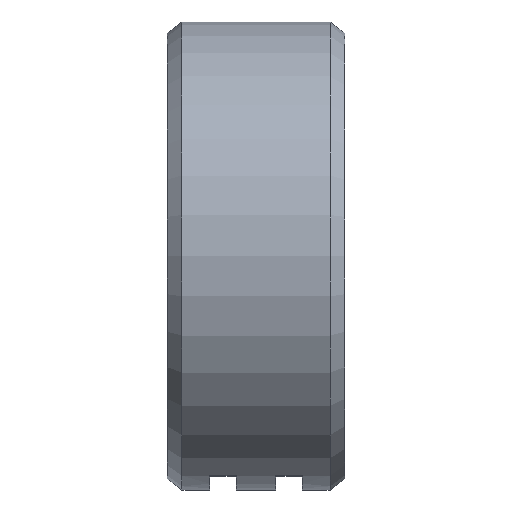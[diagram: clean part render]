
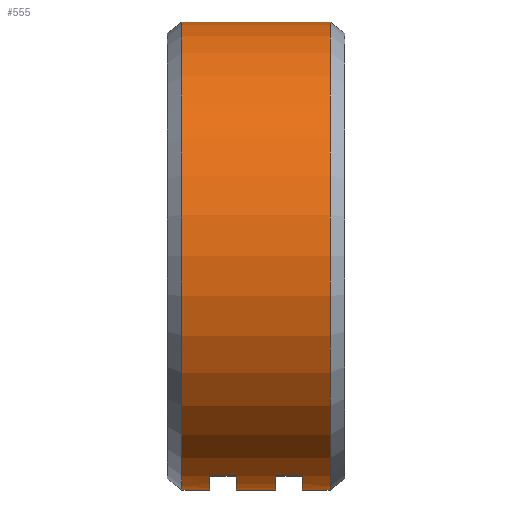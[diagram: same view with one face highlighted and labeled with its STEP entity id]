
A CAD part, top view. The second image highlights one B-rep face of the part: STEP entity #555.
In plain terms, the highlighted cylindrical face has radius 682.5 mm (diameter 1365 mm), a partial arc.
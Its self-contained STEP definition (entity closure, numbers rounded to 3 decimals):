
#231 = EDGE_CURVE( '', #557, #453, #640, .T. );
#243 = EDGE_CURVE( '', #305, #429, #653, .T. );
#261 = VERTEX_POINT( '', #674 );
#267 = EDGE_CURVE( '', #275, #261, #680, .T. );
#275 = VERTEX_POINT( '', #688 );
#279 = EDGE_CURVE( '', #465, #379, #692, .T. );
#287 = VERTEX_POINT( '', #701 );
#303 = VERTEX_POINT( '', #720 );
#305 = VERTEX_POINT( '', #722 );
#317 = EDGE_CURVE( '', #261, #287, #735, .T. );
#325 = EDGE_CURVE( '', #557, #455, #744, .T. );
#335 = EDGE_CURVE( '', #379, #275, #754, .T. );
#359 = EDGE_CURVE( '', #303, #465, #779, .T. );
#379 = VERTEX_POINT( '', #802 );
#401 = EDGE_CURVE( '', #453, #303, #828, .T. );
#429 = VERTEX_POINT( '', #858 );
#453 = VERTEX_POINT( '', #883 );
#455 = VERTEX_POINT( '', #885 );
#465 = VERTEX_POINT( '', #897 );
#535 = EDGE_CURVE( '', #541, #455, #972, .T. );
#541 = VERTEX_POINT( '', #978 );
#549 = EDGE_CURVE( '', #287, #305, #986, .T. );
#555 = ADVANCED_FACE( '', ( #994 ), #995, .T. );
#557 = VERTEX_POINT( '', #997 );
#605 = EDGE_CURVE( '', #429, #541, #1051, .T. );
#640 = LINE( '', #1082, #1083 );
#653 = LINE( '', #1101, #1102 );
#674 = CARTESIAN_POINT( '', ( 57.857, -641.55, 232.852 ) );
#680 = CIRCLE( '', #1138, 682.5 );
#688 = CARTESIAN_POINT( '', ( 57.857, -682.5, 0. ) );
#692 = CIRCLE( '', #1150, 682.5 );
#701 = CARTESIAN_POINT( '', ( 135., -641.55, 232.852 ) );
#720 = CARTESIAN_POINT( '', ( -135., -641.55, 232.852 ) );
#722 = CARTESIAN_POINT( '', ( 135., -682.5, 0. ) );
#735 = LINE( '', #1204, #1205 );
#744 = CIRCLE( '', #1217, 682.5 );
#754 = LINE( '', #1233, #1234 );
#779 = LINE( '', #1270, #1271 );
#802 = CARTESIAN_POINT( '', ( -57.857, -682.5, 0. ) );
#828 = CIRCLE( '', #1333, 682.5 );
#858 = CARTESIAN_POINT( '', ( 216., -682.5, 0. ) );
#883 = CARTESIAN_POINT( '', ( -135., -682.5, 0. ) );
#885 = CARTESIAN_POINT( '', ( -216., 682.5, 0. ) );
#897 = CARTESIAN_POINT( '', ( -57.857, -641.55, 232.852 ) );
#972 = LINE( '', #1530, #1531 );
#978 = CARTESIAN_POINT( '', ( 216., 682.5, 0. ) );
#986 = CIRCLE( '', #1553, 682.5 );
#994 = FACE_OUTER_BOUND( '', #1563, .T. );
#995 = CYLINDRICAL_SURFACE( '', #1564, 682.5 );
#997 = CARTESIAN_POINT( '', ( -216., -682.5, 0. ) );
#1051 = CIRCLE( '', #1636, 682.5 );
#1082 = CARTESIAN_POINT( '', ( 0., -682.5, 0. ) );
#1083 = VECTOR( '', #1675, 1. );
#1101 = CARTESIAN_POINT( '', ( 0., -682.5, 0. ) );
#1102 = VECTOR( '', #1686, 1. );
#1138 = AXIS2_PLACEMENT_3D( '', #1716, #1717, #1718 );
#1150 = AXIS2_PLACEMENT_3D( '', #1720, #1721, #1722 );
#1204 = CARTESIAN_POINT( '', ( 96.429, -641.55, 232.852 ) );
#1205 = VECTOR( '', #1773, 1. );
#1217 = AXIS2_PLACEMENT_3D( '', #1788, #1789, #1790 );
#1233 = CARTESIAN_POINT( '', ( 0., -682.5, 0. ) );
#1234 = VECTOR( '', #1801, 1. );
#1270 = CARTESIAN_POINT( '', ( -96.429, -641.55, 232.852 ) );
#1271 = VECTOR( '', #1826, 1. );
#1333 = AXIS2_PLACEMENT_3D( '', #1894, #1895, #1896 );
#1530 = CARTESIAN_POINT( '', ( 0., 682.5, 0. ) );
#1531 = VECTOR( '', #2045, 1. );
#1553 = AXIS2_PLACEMENT_3D( '', #2052, #2053, #2054 );
#1563 = EDGE_LOOP( '', ( #2077, #2078, #2079, #2080, #2081, #2082, #2083, #2084, #2085, #2086, #2087, #2088 ) );
#1564 = AXIS2_PLACEMENT_3D( '', #2089, #2090, #2091 );
#1636 = AXIS2_PLACEMENT_3D( '', #2159, #2160, #2161 );
#1675 = DIRECTION( '', ( 1., 0., 0. ) );
#1686 = DIRECTION( '', ( 1., 0., 0. ) );
#1716 = CARTESIAN_POINT( '', ( 57.857, 0., 0. ) );
#1717 = DIRECTION( '', ( -1., 0., 0. ) );
#1718 = DIRECTION( '', ( 0., 1., 0. ) );
#1720 = CARTESIAN_POINT( '', ( -57.857, 0., 0. ) );
#1721 = DIRECTION( '', ( 1., 0., 0. ) );
#1722 = DIRECTION( '', ( 0., 1., 0. ) );
#1773 = DIRECTION( '', ( 1., 0., 0. ) );
#1788 = CARTESIAN_POINT( '', ( -216., 0., 0. ) );
#1789 = DIRECTION( '', ( -1., 0., 0. ) );
#1790 = DIRECTION( '', ( 0., 1., 0. ) );
#1801 = DIRECTION( '', ( 1., 0., 0. ) );
#1826 = DIRECTION( '', ( 1., 0., 0. ) );
#1894 = CARTESIAN_POINT( '', ( -135., 0., 0. ) );
#1895 = DIRECTION( '', ( -1., 0., 0. ) );
#1896 = DIRECTION( '', ( 0., 1., 0. ) );
#2045 = DIRECTION( '', ( -1., 0., 0. ) );
#2052 = CARTESIAN_POINT( '', ( 135., 0., 0. ) );
#2053 = DIRECTION( '', ( 1., 0., 0. ) );
#2054 = DIRECTION( '', ( 0., 1., 0. ) );
#2077 = ORIENTED_EDGE( '', *, *, #535, .T. );
#2078 = ORIENTED_EDGE( '', *, *, #325, .F. );
#2079 = ORIENTED_EDGE( '', *, *, #231, .T. );
#2080 = ORIENTED_EDGE( '', *, *, #401, .T. );
#2081 = ORIENTED_EDGE( '', *, *, #359, .T. );
#2082 = ORIENTED_EDGE( '', *, *, #279, .T. );
#2083 = ORIENTED_EDGE( '', *, *, #335, .T. );
#2084 = ORIENTED_EDGE( '', *, *, #267, .T. );
#2085 = ORIENTED_EDGE( '', *, *, #317, .T. );
#2086 = ORIENTED_EDGE( '', *, *, #549, .T. );
#2087 = ORIENTED_EDGE( '', *, *, #243, .T. );
#2088 = ORIENTED_EDGE( '', *, *, #605, .T. );
#2089 = CARTESIAN_POINT( '', ( 0., 0., 0. ) );
#2090 = DIRECTION( '', ( 1., 0., 0. ) );
#2091 = DIRECTION( '', ( 0., 1., 0. ) );
#2159 = CARTESIAN_POINT( '', ( 216., 0., 0. ) );
#2160 = DIRECTION( '', ( -1., 0., 0. ) );
#2161 = DIRECTION( '', ( 0., 1., 0. ) );
